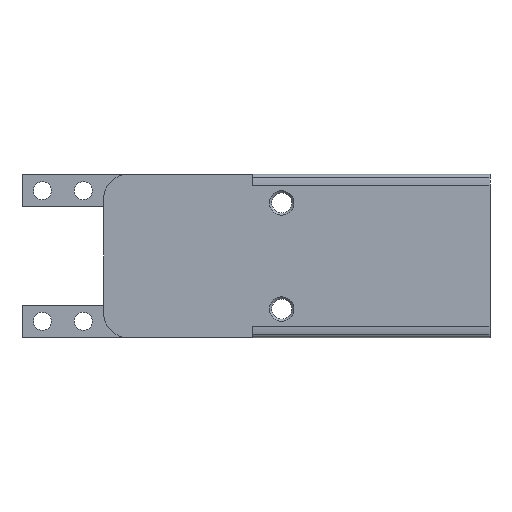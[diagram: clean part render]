
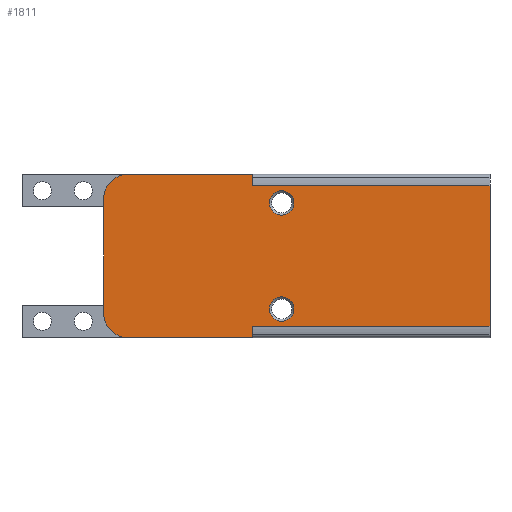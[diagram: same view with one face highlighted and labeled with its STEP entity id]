
A CAD part, left-side view. The second image highlights one B-rep face of the part: STEP entity #1811.
In plain terms, the highlighted planar face has unit normal (-1, 0, 0).
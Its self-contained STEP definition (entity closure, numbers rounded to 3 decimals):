
#137=LINE('',#2888,#286);
#146=LINE('',#2925,#295);
#156=LINE('',#2942,#305);
#158=LINE('',#2949,#307);
#159=LINE('',#2951,#308);
#160=LINE('',#2953,#309);
#161=LINE('',#2954,#310);
#162=LINE('',#2956,#311);
#286=VECTOR('',#2265,1000.);
#295=VECTOR('',#2296,1000.);
#305=VECTOR('',#2308,1000.);
#307=VECTOR('',#2316,1000.);
#308=VECTOR('',#2317,1000.);
#309=VECTOR('',#2318,1000.);
#310=VECTOR('',#2319,1000.);
#311=VECTOR('',#2320,1000.);
#507=ORIENTED_EDGE('',*,*,#1015,.T.);
#508=ORIENTED_EDGE('',*,*,#1016,.T.);
#509=ORIENTED_EDGE('',*,*,#1003,.F.);
#510=ORIENTED_EDGE('',*,*,#956,.F.);
#511=ORIENTED_EDGE('',*,*,#1013,.F.);
#512=ORIENTED_EDGE('',*,*,#953,.F.);
#513=ORIENTED_EDGE('',*,*,#1017,.T.);
#514=ORIENTED_EDGE('',*,*,#1018,.T.);
#515=ORIENTED_EDGE('',*,*,#1019,.T.);
#516=ORIENTED_EDGE('',*,*,#984,.T.);
#517=ORIENTED_EDGE('',*,*,#1020,.F.);
#518=ORIENTED_EDGE('',*,*,#1021,.T.);
#953=EDGE_CURVE('',#1212,#1213,#1371,.T.);
#956=EDGE_CURVE('',#1214,#1215,#1372,.T.);
#984=EDGE_CURVE('',#1243,#1242,#137,.T.);
#1003=EDGE_CURVE('',#1215,#1260,#146,.T.);
#1013=EDGE_CURVE('',#1213,#1214,#156,.T.);
#1015=EDGE_CURVE('',#1266,#1266,#1398,.T.);
#1016=EDGE_CURVE('',#1267,#1267,#1399,.T.);
#1017=EDGE_CURVE('',#1212,#1268,#158,.T.);
#1018=EDGE_CURVE('',#1268,#1269,#159,.T.);
#1019=EDGE_CURVE('',#1269,#1243,#160,.T.);
#1020=EDGE_CURVE('',#1270,#1242,#161,.T.);
#1021=EDGE_CURVE('',#1270,#1260,#162,.T.);
#1212=VERTEX_POINT('',#2824);
#1213=VERTEX_POINT('',#2826);
#1214=VERTEX_POINT('',#2830);
#1215=VERTEX_POINT('',#2832);
#1242=VERTEX_POINT('',#2887);
#1243=VERTEX_POINT('',#2889);
#1260=VERTEX_POINT('',#2926);
#1266=VERTEX_POINT('',#2946);
#1267=VERTEX_POINT('',#2948);
#1268=VERTEX_POINT('',#2950);
#1269=VERTEX_POINT('',#2952);
#1270=VERTEX_POINT('',#2955);
#1371=CIRCLE('',#1953,3.);
#1372=CIRCLE('',#1955,3.);
#1398=CIRCLE('',#1985,1.5);
#1399=CIRCLE('',#1986,1.5);
#1486=EDGE_LOOP('',(#507));
#1487=EDGE_LOOP('',(#508));
#1488=EDGE_LOOP('',(#509,#510,#511,#512,#513,#514,#515,#516,#517,#518));
#1631=FACE_BOUND('',#1486,.T.);
#1632=FACE_BOUND('',#1487,.T.);
#1633=FACE_BOUND('',#1488,.T.);
#1767=PLANE('',#1984);
#1811=ADVANCED_FACE('',(#1631,#1632,#1633),#1767,.F.);
#1953=AXIS2_PLACEMENT_3D('',#2825,#2213,#2214);
#1955=AXIS2_PLACEMENT_3D('',#2831,#2219,#2220);
#1984=AXIS2_PLACEMENT_3D('',#2944,#2310,#2311);
#1985=AXIS2_PLACEMENT_3D('',#2945,#2312,#2313);
#1986=AXIS2_PLACEMENT_3D('',#2947,#2314,#2315);
#2213=DIRECTION('',(1.,0.,0.));
#2214=DIRECTION('',(0.,0.,-1.));
#2219=DIRECTION('',(1.,0.,0.));
#2220=DIRECTION('',(0.,0.,-1.));
#2265=DIRECTION('',(0.,0.,1.));
#2296=DIRECTION('',(0.,-1.,0.));
#2308=DIRECTION('',(0.,0.,1.));
#2310=DIRECTION('',(1.,0.,0.));
#2311=DIRECTION('',(0.,0.,-1.));
#2312=DIRECTION('',(1.,0.,0.));
#2313=DIRECTION('',(0.,0.,-1.));
#2314=DIRECTION('',(1.,0.,0.));
#2315=DIRECTION('',(0.,0.,-1.));
#2316=DIRECTION('',(0.,-1.,0.));
#2317=DIRECTION('',(0.,0.,1.));
#2318=DIRECTION('',(0.,-1.,0.));
#2319=DIRECTION('',(0.,-1.,0.));
#2320=DIRECTION('',(0.,0.,1.));
#2824=CARTESIAN_POINT('',(-5.,44.3,-10.));
#2825=CARTESIAN_POINT('',(-5.,44.3,-7.));
#2826=CARTESIAN_POINT('',(-5.,47.3,-7.));
#2830=CARTESIAN_POINT('',(-5.,47.3,7.));
#2831=CARTESIAN_POINT('',(-5.,44.3,7.));
#2832=CARTESIAN_POINT('',(-5.,44.3,10.));
#2887=CARTESIAN_POINT('',(-5.,0.,8.6));
#2888=CARTESIAN_POINT('',(-5.,0.,-10.));
#2889=CARTESIAN_POINT('',(-5.,0.,-8.6));
#2925=CARTESIAN_POINT('',(-5.,47.3,10.));
#2926=CARTESIAN_POINT('',(-5.,29.1,10.));
#2942=CARTESIAN_POINT('',(-5.,47.3,-10.));
#2944=CARTESIAN_POINT('',(-5.,47.3,-10.));
#2945=CARTESIAN_POINT('',(-5.,25.5,6.5));
#2946=CARTESIAN_POINT('',(-5.,25.5,5.));
#2947=CARTESIAN_POINT('',(-5.,25.5,-6.5));
#2948=CARTESIAN_POINT('',(-5.,25.5,-8.));
#2949=CARTESIAN_POINT('',(-5.,47.3,-10.));
#2950=CARTESIAN_POINT('',(-5.,29.1,-10.));
#2951=CARTESIAN_POINT('',(-5.,29.1,-10.));
#2952=CARTESIAN_POINT('',(-5.,29.1,-8.6));
#2953=CARTESIAN_POINT('',(-5.,29.1,-8.6));
#2954=CARTESIAN_POINT('',(-5.,29.1,8.6));
#2955=CARTESIAN_POINT('',(-5.,29.1,8.6));
#2956=CARTESIAN_POINT('',(-5.,29.1,-10.));
